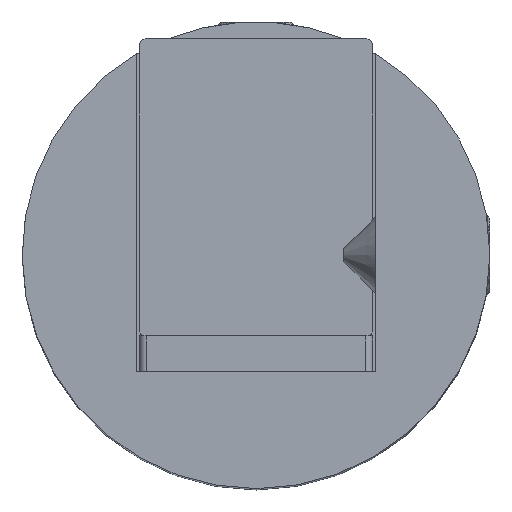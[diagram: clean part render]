
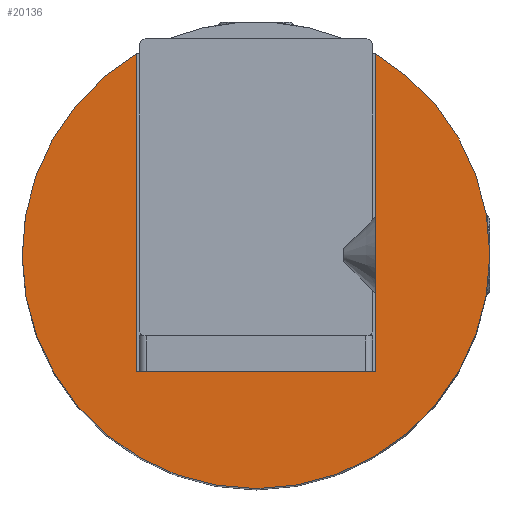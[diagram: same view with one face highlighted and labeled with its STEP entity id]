
A CAD part, top view. The second image highlights one B-rep face of the part: STEP entity #20136.
In plain terms, the highlighted planar face has unit normal (0, 0, 1).
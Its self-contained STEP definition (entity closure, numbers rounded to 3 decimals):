
#547 = VECTOR ( 'NONE', #13294, 1000. ) ;
#1012 = ORIENTED_EDGE ( 'NONE', *, *, #3760, .F. ) ;
#1370 = DIRECTION ( 'NONE',  ( 0., 0., 1. ) ) ;
#1437 = DIRECTION ( 'NONE',  ( 1., 0., 0. ) ) ;
#1767 = AXIS2_PLACEMENT_3D ( 'NONE', #12000, #3933, #19578 ) ;
#2331 = VERTEX_POINT ( 'NONE', #2550 ) ;
#2550 = CARTESIAN_POINT ( 'NONE',  ( -8.15, -8., 0. ) ) ;
#2821 = CARTESIAN_POINT ( 'NONE',  ( 0., 0., 0. ) ) ;
#3760 = EDGE_CURVE ( 'NONE', #8667, #2331, #11513, .T. ) ;
#3933 = DIRECTION ( 'NONE',  ( 0., 0., 1. ) ) ;
#4879 = CARTESIAN_POINT ( 'NONE',  ( 8.15, -8., 0. ) ) ;
#6012 = LINE ( 'NONE', #11702, #547 ) ;
#8285 = EDGE_CURVE ( 'NONE', #8886, #14952, #20041, .T. ) ;
#8667 = VERTEX_POINT ( 'NONE', #13555 ) ;
#8886 = VERTEX_POINT ( 'NONE', #4879 ) ;
#8900 = ORIENTED_EDGE ( 'NONE', *, *, #18978, .F. ) ;
#9205 = VECTOR ( 'NONE', #16257, 1000. ) ;
#10926 = FACE_OUTER_BOUND ( 'NONE', #14726, .T. ) ;
#11513 = LINE ( 'NONE', #17322, #18199 ) ;
#11702 = CARTESIAN_POINT ( 'NONE',  ( 0., -8., 0. ) ) ;
#12000 = CARTESIAN_POINT ( 'NONE',  ( 0., 0., 0. ) ) ;
#12625 = AXIS2_PLACEMENT_3D ( 'NONE', #2821, #1370, #1437 ) ;
#13030 = EDGE_CURVE ( 'NONE', #8667, #14952, #14215, .T. ) ;
#13294 = DIRECTION ( 'NONE',  ( 1., 0., 0. ) ) ;
#13555 = CARTESIAN_POINT ( 'NONE',  ( -8.15, 13.769, 0. ) ) ;
#14215 = CIRCLE ( 'NONE', #12625, 16. ) ;
#14726 = EDGE_LOOP ( 'NONE', ( #1012, #19948, #17215, #8900 ) ) ;
#14952 = VERTEX_POINT ( 'NONE', #19046 ) ;
#16257 = DIRECTION ( 'NONE',  ( 0., 1., 0. ) ) ;
#16492 = PLANE ( 'NONE',  #1767 ) ;
#17215 = ORIENTED_EDGE ( 'NONE', *, *, #8285, .F. ) ;
#17322 = CARTESIAN_POINT ( 'NONE',  ( -8.15, 0., 0. ) ) ;
#18199 = VECTOR ( 'NONE', #20343, 1000. ) ;
#18978 = EDGE_CURVE ( 'NONE', #2331, #8886, #6012, .T. ) ;
#19046 = CARTESIAN_POINT ( 'NONE',  ( 8.15, 13.769, 0. ) ) ;
#19081 = CARTESIAN_POINT ( 'NONE',  ( 8.15, 0., 0. ) ) ;
#19578 = DIRECTION ( 'NONE',  ( 1., 0., 0. ) ) ;
#19948 = ORIENTED_EDGE ( 'NONE', *, *, #13030, .T. ) ;
#20041 = LINE ( 'NONE', #19081, #9205 ) ;
#20136 = ADVANCED_FACE ( 'NONE', ( #10926 ), #16492, .T. ) ;
#20343 = DIRECTION ( 'NONE',  ( 0., -1., 0. ) ) ;
